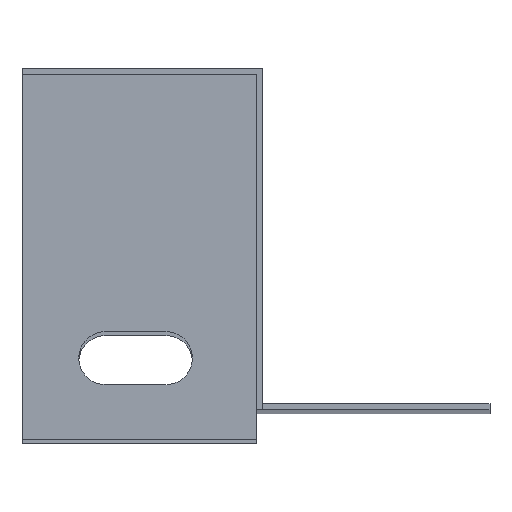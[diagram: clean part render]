
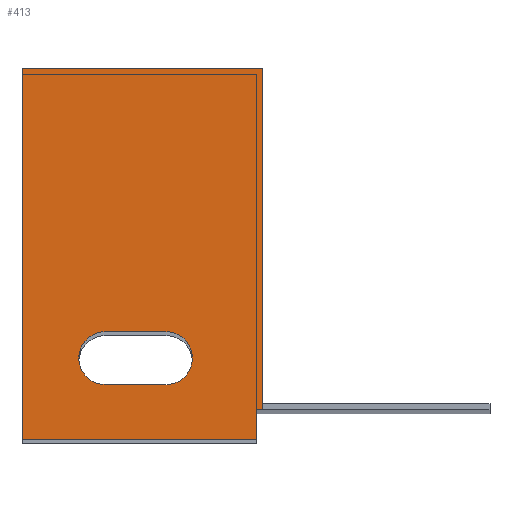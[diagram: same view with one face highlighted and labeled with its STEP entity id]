
A CAD part, top view. The second image highlights one B-rep face of the part: STEP entity #413.
In plain terms, the highlighted planar face has unit normal (0, 0, 1).
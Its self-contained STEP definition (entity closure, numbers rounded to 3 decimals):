
#4 = EDGE_CURVE ( 'NONE', #443, #835, #691, .T. ) ;
#5 = VECTOR ( 'NONE', #216, 1000. ) ;
#9 = AXIS2_PLACEMENT_3D ( 'NONE', #91, #109, #111 ) ;
#25 = VECTOR ( 'NONE', #760, 1000. ) ;
#31 = CARTESIAN_POINT ( 'NONE',  ( 1481.5, -34., 299.8 ) ) ;
#36 = DIRECTION ( 'NONE',  ( -1., 0., 0. ) ) ;
#42 = CARTESIAN_POINT ( 'NONE',  ( 1481.5, -41., 299.8 ) ) ;
#56 = LINE ( 'NONE', #596, #25 ) ;
#62 = EDGE_LOOP ( 'NONE', ( #869, #400, #548, #454 ) ) ;
#90 = VECTOR ( 'NONE', #708, 1000. ) ;
#91 = CARTESIAN_POINT ( 'NONE',  ( 1492.5, -1., 299.8 ) ) ;
#92 = FACE_OUTER_BOUND ( 'NONE', #814, .T. ) ;
#102 = AXIS2_PLACEMENT_3D ( 'NONE', #461, #761, #522 ) ;
#103 = PLANE ( 'NONE',  #9 ) ;
#109 = DIRECTION ( 'NONE',  ( 0., 0., 1. ) ) ;
#111 = DIRECTION ( 'NONE',  ( 0., -1., 0. ) ) ;
#115 = CARTESIAN_POINT ( 'NONE',  ( 1481.5, -34., 299.8 ) ) ;
#118 = ORIENTED_EDGE ( 'NONE', *, *, #668, .T. ) ;
#134 = CARTESIAN_POINT ( 'NONE',  ( 1473.5, -34., 299.8 ) ) ;
#136 = CARTESIAN_POINT ( 'NONE',  ( 1493.5, -48.3, 299.8 ) ) ;
#145 = CARTESIAN_POINT ( 'NONE',  ( 1494.3, -44.3, 299.8 ) ) ;
#157 = VERTEX_POINT ( 'NONE', #826 ) ;
#162 = CARTESIAN_POINT ( 'NONE',  ( 1493.5, -44.3, 299.8 ) ) ;
#193 = CARTESIAN_POINT ( 'NONE',  ( 1494.3, -44.3, 299.8 ) ) ;
#209 = ORIENTED_EDGE ( 'NONE', *, *, #220, .T. ) ;
#214 = CARTESIAN_POINT ( 'NONE',  ( 1473.5, -41., 299.8 ) ) ;
#215 = EDGE_CURVE ( 'NONE', #835, #340, #825, .T. ) ;
#216 = DIRECTION ( 'NONE',  ( 0., 1., 0. ) ) ;
#218 = VERTEX_POINT ( 'NONE', #193 ) ;
#220 = EDGE_CURVE ( 'NONE', #157, #652, #795, .T. ) ;
#234 = VECTOR ( 'NONE', #656, 1000. ) ;
#250 = ORIENTED_EDGE ( 'NONE', *, *, #700, .F. ) ;
#270 = VECTOR ( 'NONE', #778, 1000. ) ;
#272 = VECTOR ( 'NONE', #36, 1000. ) ;
#305 = DIRECTION ( 'NONE',  ( 1., 0., 0. ) ) ;
#309 = DIRECTION ( 'NONE',  ( 0., 0., 1. ) ) ;
#318 = CARTESIAN_POINT ( 'NONE',  ( 1492.5, -48.3, 299.8 ) ) ;
#323 = VERTEX_POINT ( 'NONE', #162 ) ;
#324 = ORIENTED_EDGE ( 'NONE', *, *, #583, .T. ) ;
#330 = EDGE_CURVE ( 'NONE', #432, #443, #598, .T. ) ;
#340 = VERTEX_POINT ( 'NONE', #42 ) ;
#352 = CARTESIAN_POINT ( 'NONE',  ( 1493.5, -48.3, 299.8 ) ) ;
#366 = LINE ( 'NONE', #136, #5 ) ;
#368 = LINE ( 'NONE', #439, #705 ) ;
#379 = AXIS2_PLACEMENT_3D ( 'NONE', #565, #309, #305 ) ;
#381 = ORIENTED_EDGE ( 'NONE', *, *, #714, .F. ) ;
#382 = VECTOR ( 'NONE', #829, 1000. ) ;
#400 = ORIENTED_EDGE ( 'NONE', *, *, #330, .F. ) ;
#402 = LINE ( 'NONE', #145, #382 ) ;
#407 = CARTESIAN_POINT ( 'NONE',  ( 1493.5, 0.8, 299.8 ) ) ;
#413 = ADVANCED_FACE ( 'NONE', ( #92, #779 ), #103, .T. ) ;
#432 = VERTEX_POINT ( 'NONE', #115 ) ;
#439 = CARTESIAN_POINT ( 'NONE',  ( 1462.5, -1., 299.8 ) ) ;
#443 = VERTEX_POINT ( 'NONE', #134 ) ;
#449 = ORIENTED_EDGE ( 'NONE', *, *, #661, .T. ) ;
#454 = ORIENTED_EDGE ( 'NONE', *, *, #215, .F. ) ;
#461 = CARTESIAN_POINT ( 'NONE',  ( 1481.5, -37.5, 299.8 ) ) ;
#463 = CARTESIAN_POINT ( 'NONE',  ( 1494.3, -43.5, 299.8 ) ) ;
#465 = ORIENTED_EDGE ( 'NONE', *, *, #692, .F. ) ;
#479 = CARTESIAN_POINT ( 'NONE',  ( 1462.5, -48.3, 299.8 ) ) ;
#484 = CARTESIAN_POINT ( 'NONE',  ( 1473.5, -41., 299.8 ) ) ;
#522 = DIRECTION ( 'NONE',  ( 1., 0., 0. ) ) ;
#534 = LINE ( 'NONE', #824, #234 ) ;
#548 = ORIENTED_EDGE ( 'NONE', *, *, #658, .F. ) ;
#565 = CARTESIAN_POINT ( 'NONE',  ( 1473.5, -37.5, 299.8 ) ) ;
#583 = EDGE_CURVE ( 'NONE', #218, #653, #402, .T. ) ;
#596 = CARTESIAN_POINT ( 'NONE',  ( 1494.3, -1.5, 299.8 ) ) ;
#598 = LINE ( 'NONE', #31, #272 ) ;
#652 = VERTEX_POINT ( 'NONE', #842 ) ;
#653 = VERTEX_POINT ( 'NONE', #463 ) ;
#656 = DIRECTION ( 'NONE',  ( 1., 0., 0. ) ) ;
#658 = EDGE_CURVE ( 'NONE', #340, #432, #722, .T. ) ;
#660 = DIRECTION ( 'NONE',  ( -1., 0., 0. ) ) ;
#661 = EDGE_CURVE ( 'NONE', #323, #218, #534, .T. ) ;
#668 = EDGE_CURVE ( 'NONE', #678, #323, #366, .T. ) ;
#674 = DIRECTION ( 'NONE',  ( 0., 1., 0. ) ) ;
#678 = VERTEX_POINT ( 'NONE', #352 ) ;
#691 = CIRCLE ( 'NONE', #379, 3.5 ) ;
#692 = EDGE_CURVE ( 'NONE', #678, #832, #749, .T. ) ;
#700 = EDGE_CURVE ( 'NONE', #157, #653, #56, .T. ) ;
#705 = VECTOR ( 'NONE', #674, 1000. ) ;
#708 = DIRECTION ( 'NONE',  ( 1., 0., 0. ) ) ;
#714 = EDGE_CURVE ( 'NONE', #832, #652, #368, .T. ) ;
#722 = CIRCLE ( 'NONE', #102, 3.5 ) ;
#749 = LINE ( 'NONE', #318, #865 ) ;
#760 = DIRECTION ( 'NONE',  ( 0., -1., 0. ) ) ;
#761 = DIRECTION ( 'NONE',  ( 0., 0., 1. ) ) ;
#778 = DIRECTION ( 'NONE',  ( -1., 0., 0. ) ) ;
#779 = FACE_BOUND ( 'NONE', #62, .T. ) ;
#795 = LINE ( 'NONE', #407, #270 ) ;
#814 = EDGE_LOOP ( 'NONE', ( #324, #250, #209, #381, #465, #118, #449 ) ) ;
#824 = CARTESIAN_POINT ( 'NONE',  ( 1494.3, -44.3, 299.8 ) ) ;
#825 = LINE ( 'NONE', #214, #90 ) ;
#826 = CARTESIAN_POINT ( 'NONE',  ( 1494.3, 0.8, 299.8 ) ) ;
#829 = DIRECTION ( 'NONE',  ( 0., 1., 0. ) ) ;
#832 = VERTEX_POINT ( 'NONE', #479 ) ;
#835 = VERTEX_POINT ( 'NONE', #484 ) ;
#842 = CARTESIAN_POINT ( 'NONE',  ( 1462.5, 0.8, 299.8 ) ) ;
#865 = VECTOR ( 'NONE', #660, 1000. ) ;
#869 = ORIENTED_EDGE ( 'NONE', *, *, #4, .F. ) ;
